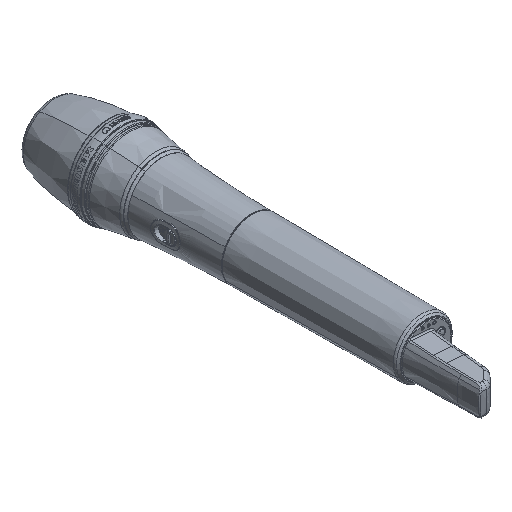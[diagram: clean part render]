
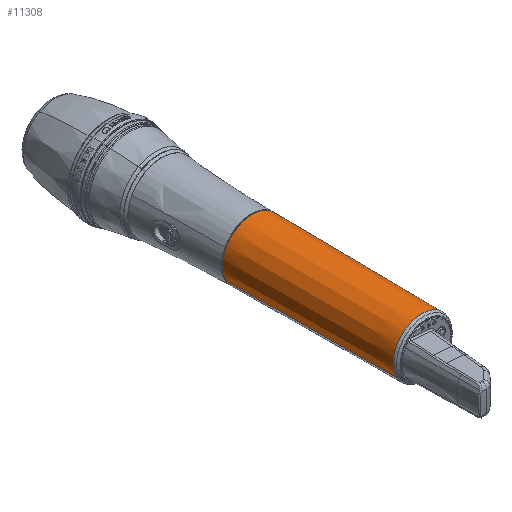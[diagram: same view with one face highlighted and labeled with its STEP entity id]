
A CAD part, isometric view. The second image highlights one B-rep face of the part: STEP entity #11308.
In plain terms, the highlighted conical face has half-angle 0.421 degrees and reference radius 17 mm.
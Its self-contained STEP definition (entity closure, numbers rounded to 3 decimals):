
#11161=AXIS2_PLACEMENT_3D('Circle Axis2P3D',#11159,#11160,$) ;
#11269=AXIS2_PLACEMENT_3D('Cone Axis2P3D',#11266,#11267,#11268) ;
#11299=AXIS2_PLACEMENT_3D('Circle Axis2P3D',#11297,#11298,$) ;
#11125=CARTESIAN_POINT('Vertex',(70.072,14.935,8.159)) ;
#11132=CARTESIAN_POINT('Vertex',(70.072,-14.935,-8.159)) ;
#11159=CARTESIAN_POINT('Axis2P3D Location',(70.072,0.,0.)) ;
#11266=CARTESIAN_POINT('Axis2P3D Location',(72.5,0.,0.)) ;
#11271=CARTESIAN_POINT('Line Origine',(21.15,-15.25,-8.331)) ;
#11275=CARTESIAN_POINT('Vertex',(-30.15,-15.581,-8.512)) ;
#11278=CARTESIAN_POINT('Line Origine',(21.15,15.25,8.331)) ;
#11282=CARTESIAN_POINT('Vertex',(-30.15,15.581,8.512)) ;
#11297=CARTESIAN_POINT('Axis2P3D Location',(-30.15,0.,0.)) ;
#11160=DIRECTION('Axis2P3D Direction',(1.,0.,-0.)) ;
#11267=DIRECTION('Axis2P3D Direction',(-1.,-0.,-0.)) ;
#11268=DIRECTION('Axis2P3D XDirection',(0.,0.878,0.479)) ;
#11272=DIRECTION('Vector Direction',(-1.,-0.006,-0.004)) ;
#11279=DIRECTION('Vector Direction',(-1.,0.006,0.004)) ;
#11298=DIRECTION('Axis2P3D Direction',(-1.,0.,0.)) ;
#11273=VECTOR('Line Direction',#11272,1.) ;
#11280=VECTOR('Line Direction',#11279,1.) ;
#11303=ORIENTED_EDGE('',*,*,#11284,.F.) ;
#11304=ORIENTED_EDGE('',*,*,#11163,.F.) ;
#11305=ORIENTED_EDGE('',*,*,#11277,.T.) ;
#11306=ORIENTED_EDGE('',*,*,#11301,.T.) ;
#11308=ADVANCED_FACE('PartBody',(#11307),#11270,.T.) ;
#11162=CIRCLE('generated circle',#11161,17.018) ;
#11300=CIRCLE('generated circle',#11299,17.755) ;
#11270=CONICAL_SURFACE('Cone',#11269,17.,0.007) ;
#11163=EDGE_CURVE('',#11133,#11126,#11162,.T.) ;
#11277=EDGE_CURVE('',#11133,#11276,#11274,.T.) ;
#11284=EDGE_CURVE('',#11126,#11283,#11281,.T.) ;
#11301=EDGE_CURVE('',#11276,#11283,#11300,.F.) ;
#11302=EDGE_LOOP('',(#11303,#11304,#11305,#11306)) ;
#11307=FACE_OUTER_BOUND('',#11302,.T.) ;
#11274=LINE('Line',#11271,#11273) ;
#11281=LINE('Line',#11278,#11280) ;
#11126=VERTEX_POINT('',#11125) ;
#11133=VERTEX_POINT('',#11132) ;
#11276=VERTEX_POINT('',#11275) ;
#11283=VERTEX_POINT('',#11282) ;
